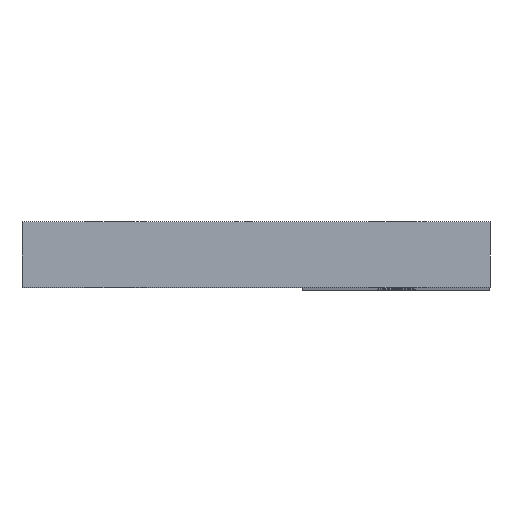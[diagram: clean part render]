
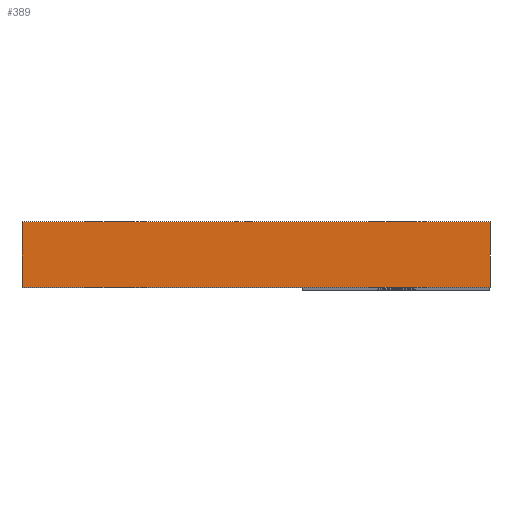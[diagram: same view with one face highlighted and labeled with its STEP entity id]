
A CAD part, top view. The second image highlights one B-rep face of the part: STEP entity #389.
In plain terms, the highlighted planar face has unit normal (0, 0, 1).
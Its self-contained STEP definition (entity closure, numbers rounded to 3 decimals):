
#32=PLANE('',#444);
#51=FACE_OUTER_BOUND('',#70,.T.);
#70=EDGE_LOOP('',(#326,#327,#328,#329));
#105=LINE('',#640,#142);
#115=LINE('',#659,#152);
#116=LINE('',#661,#153);
#117=LINE('',#662,#154);
#142=VECTOR('',#531,10.);
#152=VECTOR('',#547,10.);
#153=VECTOR('',#550,10.);
#154=VECTOR('',#551,10.);
#199=VERTEX_POINT('',#637);
#200=VERTEX_POINT('',#639);
#205=VERTEX_POINT('',#655);
#206=VERTEX_POINT('',#657);
#247=EDGE_CURVE('',#199,#200,#105,.T.);
#257=EDGE_CURVE('',#205,#206,#115,.T.);
#258=EDGE_CURVE('',#199,#205,#116,.T.);
#259=EDGE_CURVE('',#200,#206,#117,.T.);
#326=ORIENTED_EDGE('',*,*,#258,.T.);
#327=ORIENTED_EDGE('',*,*,#257,.T.);
#328=ORIENTED_EDGE('',*,*,#259,.F.);
#329=ORIENTED_EDGE('',*,*,#247,.F.);
#389=ADVANCED_FACE('',(#51),#32,.T.);
#444=AXIS2_PLACEMENT_3D('',#660,#548,#549);
#531=DIRECTION('',(0.,1.,0.));
#547=DIRECTION('',(0.,1.,0.));
#548=DIRECTION('center_axis',(0.,0.,1.));
#549=DIRECTION('ref_axis',(1.,0.,0.));
#550=DIRECTION('',(1.,0.,0.));
#551=DIRECTION('',(1.,0.,0.));
#637=CARTESIAN_POINT('',(-50.,0.,0.));
#639=CARTESIAN_POINT('',(-50.,7.,0.));
#640=CARTESIAN_POINT('',(-50.,0.,0.));
#655=CARTESIAN_POINT('',(0.,0.,0.));
#657=CARTESIAN_POINT('',(0.,7.,0.));
#659=CARTESIAN_POINT('',(0.,0.,0.));
#660=CARTESIAN_POINT('Origin',(-50.,0.,0.));
#661=CARTESIAN_POINT('',(-50.,0.,0.));
#662=CARTESIAN_POINT('',(-50.,7.,0.));
